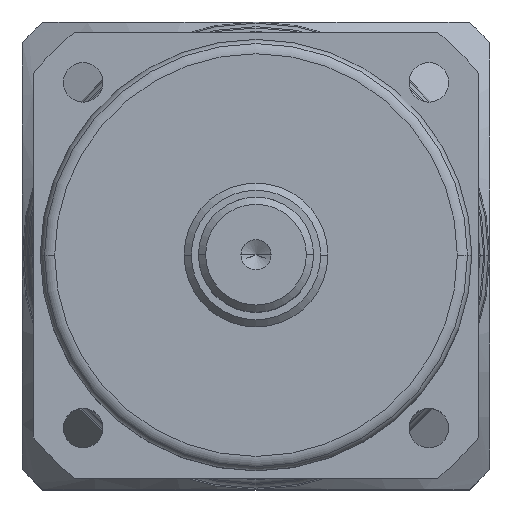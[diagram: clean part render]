
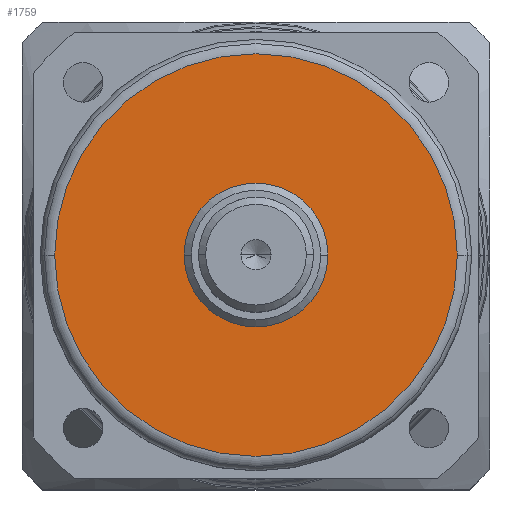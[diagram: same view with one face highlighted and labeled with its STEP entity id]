
A CAD part, top view. The second image highlights one B-rep face of the part: STEP entity #1759.
In plain terms, the highlighted planar face has unit normal (0, 0, 1).
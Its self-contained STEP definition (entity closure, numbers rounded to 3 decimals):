
#521=CARTESIAN_POINT('',(0.,0.,58.9));
#522=DIRECTION('',(0.,0.,1.));
#523=DIRECTION('',(1.,0.,0.));
#524=AXIS2_PLACEMENT_3D('',#521,#522,#523);
#526=CARTESIAN_POINT('',(0.,0.,58.9));
#527=DIRECTION('',(0.,0.,1.));
#528=DIRECTION('',(-1.,0.,0.));
#529=AXIS2_PLACEMENT_3D('',#526,#527,#528);
#531=CARTESIAN_POINT('',(0.,0.,58.9));
#532=DIRECTION('',(0.,0.,-1.));
#533=DIRECTION('',(1.,0.,0.));
#534=AXIS2_PLACEMENT_3D('',#531,#532,#533);
#536=CARTESIAN_POINT('',(0.,0.,58.9));
#537=DIRECTION('',(0.,0.,-1.));
#538=DIRECTION('',(-1.,0.,0.));
#539=AXIS2_PLACEMENT_3D('',#536,#537,#538);
#876=CARTESIAN_POINT('',(-10.,0.,58.9));
#877=VERTEX_POINT('',#876);
#878=CARTESIAN_POINT('',(10.,0.,58.9));
#879=VERTEX_POINT('',#878);
#904=CARTESIAN_POINT('',(-28.,0.,58.9));
#905=VERTEX_POINT('',#904);
#906=CARTESIAN_POINT('',(28.,0.,58.9));
#907=VERTEX_POINT('',#906);
#1743=CARTESIAN_POINT('',(0.,0.,58.9));
#1744=DIRECTION('',(0.,0.,1.));
#1745=DIRECTION('',(1.,0.,0.));
#1746=AXIS2_PLACEMENT_3D('',#1743,#1744,#1745);
#1747=PLANE('',#1746);
#1748=ORIENTED_EDGE('',*,*,#1733,.F.);
#1750=ORIENTED_EDGE('',*,*,#1749,.F.);
#1751=EDGE_LOOP('',(#1748,#1750));
#1752=FACE_OUTER_BOUND('',#1751,.F.);
#1754=ORIENTED_EDGE('',*,*,#1753,.F.);
#1756=ORIENTED_EDGE('',*,*,#1755,.F.);
#1757=EDGE_LOOP('',(#1754,#1756));
#1758=FACE_BOUND('',#1757,.F.);
#1759=ADVANCED_FACE('',(#1752,#1758),#1747,.T.);
#525=CIRCLE('',#524,28.);
#530=CIRCLE('',#529,28.);
#535=CIRCLE('',#534,10.);
#540=CIRCLE('',#539,10.);
#1733=EDGE_CURVE('',#907,#905,#525,.T.);
#1749=EDGE_CURVE('',#905,#907,#530,.T.);
#1753=EDGE_CURVE('',#879,#877,#535,.T.);
#1755=EDGE_CURVE('',#877,#879,#540,.T.);
